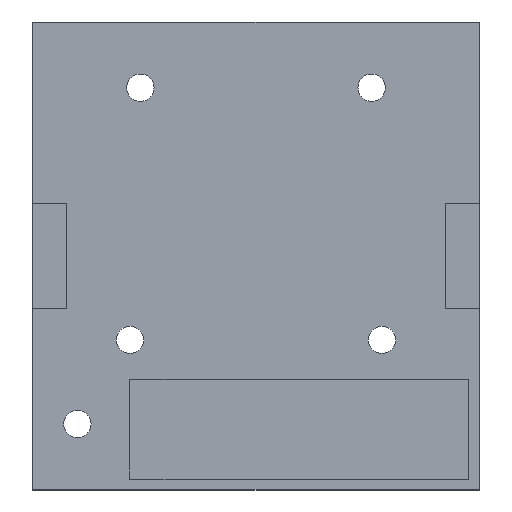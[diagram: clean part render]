
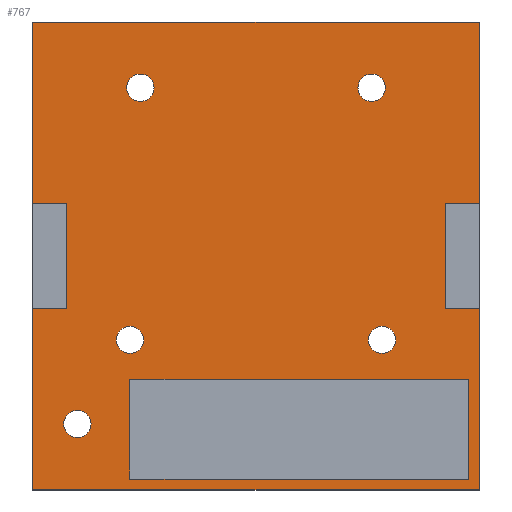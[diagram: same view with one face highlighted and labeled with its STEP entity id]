
A CAD part, top view. The second image highlights one B-rep face of the part: STEP entity #767.
In plain terms, the highlighted planar face has unit normal (0, 0, 1).
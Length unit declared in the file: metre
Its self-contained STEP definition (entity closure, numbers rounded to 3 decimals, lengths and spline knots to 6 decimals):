
#37=LINE('',#1134,#117);
#40=LINE('',#1139,#120);
#51=LINE('',#1162,#131);
#58=LINE('',#1177,#138);
#62=LINE('',#1185,#142);
#64=LINE('',#1189,#144);
#66=LINE('',#1192,#146);
#69=LINE('',#1198,#149);
#71=LINE('',#1202,#151);
#76=LINE('',#1212,#156);
#78=LINE('',#1216,#158);
#81=LINE('',#1239,#161);
#82=LINE('',#1241,#162);
#83=LINE('',#1243,#163);
#84=LINE('',#1244,#164);
#85=LINE('',#1245,#165);
#117=VECTOR('',#912,1.);
#120=VECTOR('',#915,1.);
#131=VECTOR('',#930,1.);
#138=VECTOR('',#943,1.);
#142=VECTOR('',#947,1.);
#144=VECTOR('',#951,1.);
#146=VECTOR('',#955,1.);
#149=VECTOR('',#962,1.);
#151=VECTOR('',#966,1.);
#156=VECTOR('',#975,1.);
#158=VECTOR('',#979,1.);
#161=VECTOR('',#1012,1.);
#162=VECTOR('',#1013,1.);
#163=VECTOR('',#1014,1.);
#164=VECTOR('',#1015,1.);
#165=VECTOR('',#1016,1.);
#194=PLANE('',#838);
#323=ORIENTED_EDGE('',*,*,#491,.T.);
#324=ORIENTED_EDGE('',*,*,#453,.T.);
#325=ORIENTED_EDGE('',*,*,#492,.F.);
#326=ORIENTED_EDGE('',*,*,#493,.F.);
#327=ORIENTED_EDGE('',*,*,#494,.F.);
#328=ORIENTED_EDGE('',*,*,#472,.T.);
#329=ORIENTED_EDGE('',*,*,#439,.F.);
#330=ORIENTED_EDGE('',*,*,#467,.F.);
#331=ORIENTED_EDGE('',*,*,#465,.T.);
#332=ORIENTED_EDGE('',*,*,#481,.F.);
#333=ORIENTED_EDGE('',*,*,#495,.T.);
#334=ORIENTED_EDGE('',*,*,#479,.T.);
#335=ORIENTED_EDGE('',*,*,#461,.T.);
#336=ORIENTED_EDGE('',*,*,#469,.T.);
#337=ORIENTED_EDGE('',*,*,#442,.F.);
#338=ORIENTED_EDGE('',*,*,#474,.F.);
#339=ORIENTED_EDGE('',*,*,#487,.F.);
#340=ORIENTED_EDGE('',*,*,#489,.T.);
#341=ORIENTED_EDGE('',*,*,#496,.F.);
#342=ORIENTED_EDGE('',*,*,#497,.T.);
#343=ORIENTED_EDGE('',*,*,#498,.F.);
#439=EDGE_CURVE('',#538,#539,#37,.T.);
#442=EDGE_CURVE('',#540,#541,#40,.T.);
#453=EDGE_CURVE('',#551,#552,#51,.T.);
#461=EDGE_CURVE('',#556,#555,#58,.T.);
#465=EDGE_CURVE('',#560,#559,#62,.T.);
#467=EDGE_CURVE('',#560,#538,#64,.T.);
#469=EDGE_CURVE('',#555,#541,#66,.T.);
#472=EDGE_CURVE('',#561,#539,#69,.T.);
#474=EDGE_CURVE('',#562,#540,#71,.T.);
#479=EDGE_CURVE('',#565,#556,#76,.T.);
#481=EDGE_CURVE('',#566,#559,#78,.T.);
#487=EDGE_CURVE('',#568,#568,#596,.T.);
#489=EDGE_CURVE('',#570,#570,#598,.T.);
#491=EDGE_CURVE('',#572,#551,#81,.T.);
#492=EDGE_CURVE('',#573,#552,#82,.T.);
#493=EDGE_CURVE('',#572,#573,#83,.T.);
#494=EDGE_CURVE('',#561,#562,#84,.T.);
#495=EDGE_CURVE('',#566,#565,#85,.T.);
#496=EDGE_CURVE('',#574,#574,#600,.T.);
#497=EDGE_CURVE('',#575,#575,#601,.T.);
#498=EDGE_CURVE('',#576,#576,#602,.T.);
#538=VERTEX_POINT('',#1133);
#539=VERTEX_POINT('',#1135);
#540=VERTEX_POINT('',#1138);
#541=VERTEX_POINT('',#1140);
#551=VERTEX_POINT('',#1163);
#552=VERTEX_POINT('',#1164);
#555=VERTEX_POINT('',#1176);
#556=VERTEX_POINT('',#1178);
#559=VERTEX_POINT('',#1184);
#560=VERTEX_POINT('',#1186);
#561=VERTEX_POINT('',#1197);
#562=VERTEX_POINT('',#1201);
#565=VERTEX_POINT('',#1211);
#566=VERTEX_POINT('',#1215);
#568=VERTEX_POINT('',#1230);
#570=VERTEX_POINT('',#1235);
#572=VERTEX_POINT('',#1240);
#573=VERTEX_POINT('',#1242);
#574=VERTEX_POINT('',#1247);
#575=VERTEX_POINT('',#1249);
#576=VERTEX_POINT('',#1251);
#596=CIRCLE('',#833,0.0013);
#598=CIRCLE('',#836,0.0013);
#600=CIRCLE('',#839,0.0013);
#601=CIRCLE('',#840,0.0013);
#602=CIRCLE('',#841,0.0013);
#639=EDGE_LOOP('',(#323,#324,#325,#326));
#640=EDGE_LOOP('',(#327,#328,#329,#330,#331,#332,#333,#334,#335,#336,#337,
#338));
#641=EDGE_LOOP('',(#339));
#642=EDGE_LOOP('',(#340));
#643=EDGE_LOOP('',(#341));
#644=EDGE_LOOP('',(#342));
#645=EDGE_LOOP('',(#343));
#703=FACE_BOUND('',#639,.T.);
#704=FACE_BOUND('',#640,.T.);
#705=FACE_BOUND('',#641,.T.);
#706=FACE_BOUND('',#642,.T.);
#707=FACE_BOUND('',#643,.T.);
#708=FACE_BOUND('',#644,.T.);
#709=FACE_BOUND('',#645,.T.);
#767=ADVANCED_FACE('',(#703,#704,#705,#706,#707,#708,#709),#194,.T.);
#833=AXIS2_PLACEMENT_3D('',#1229,#1000,#1001);
#836=AXIS2_PLACEMENT_3D('',#1234,#1006,#1007);
#838=AXIS2_PLACEMENT_3D('',#1238,#1010,#1011);
#839=AXIS2_PLACEMENT_3D('',#1246,#1017,#1018);
#840=AXIS2_PLACEMENT_3D('',#1248,#1019,#1020);
#841=AXIS2_PLACEMENT_3D('',#1250,#1021,#1022);
#912=DIRECTION('',(0.,-1.,0.));
#915=DIRECTION('',(0.,-1.,0.));
#930=DIRECTION('',(1.,0.,0.));
#943=DIRECTION('',(0.,-1.,0.));
#947=DIRECTION('',(0.,-1.,0.));
#951=DIRECTION('',(1.,0.,0.));
#955=DIRECTION('',(1.,0.,0.));
#962=DIRECTION('',(1.,0.,0.));
#966=DIRECTION('',(1.,0.,0.));
#975=DIRECTION('',(-1.,0.,0.));
#979=DIRECTION('',(-1.,0.,0.));
#1000=DIRECTION('',(0.,0.,1.));
#1001=DIRECTION('',(1.,0.,0.));
#1006=DIRECTION('',(0.,0.,-1.));
#1007=DIRECTION('',(1.,0.,0.));
#1010=DIRECTION('',(0.,0.,1.));
#1011=DIRECTION('',(1.,0.,0.));
#1012=DIRECTION('',(0.,1.,0.));
#1013=DIRECTION('',(0.,1.,0.));
#1014=DIRECTION('',(1.,0.,0.));
#1015=DIRECTION('',(0.,-1.,0.));
#1016=DIRECTION('',(0.,-1.,0.));
#1017=DIRECTION('',(0.,0.,1.));
#1018=DIRECTION('',(1.,0.,0.));
#1019=DIRECTION('',(0.,0.,-1.));
#1020=DIRECTION('',(1.,0.,0.));
#1021=DIRECTION('',(0.,0.,1.));
#1022=DIRECTION('',(1.,0.,0.));
#1133=CARTESIAN_POINT('',(0.02125,0.02225,0.022));
#1134=CARTESIAN_POINT('',(0.02125,0.,0.022));
#1135=CARTESIAN_POINT('',(0.02125,0.005,0.022));
#1138=CARTESIAN_POINT('',(0.02125,-0.005,0.022));
#1139=CARTESIAN_POINT('',(0.02125,0.,0.022));
#1140=CARTESIAN_POINT('',(0.02125,-0.02225,0.022));
#1162=CARTESIAN_POINT('',(0.018125,-0.01175,0.022));
#1163=CARTESIAN_POINT('',(-0.012,-0.01175,0.022));
#1164=CARTESIAN_POINT('',(0.02025,-0.01175,0.022));
#1176=CARTESIAN_POINT('',(-0.02125,-0.02225,0.022));
#1177=CARTESIAN_POINT('',(-0.02125,0.,0.022));
#1178=CARTESIAN_POINT('',(-0.02125,-0.005,0.022));
#1184=CARTESIAN_POINT('',(-0.02125,0.005,0.022));
#1185=CARTESIAN_POINT('',(-0.02125,0.,0.022));
#1186=CARTESIAN_POINT('',(-0.02125,0.02225,0.022));
#1189=CARTESIAN_POINT('',(0.,0.02225,0.022));
#1192=CARTESIAN_POINT('',(0.,-0.02225,0.022));
#1197=CARTESIAN_POINT('',(0.018,0.005,0.022));
#1198=CARTESIAN_POINT('',(0.021,0.005,0.022));
#1201=CARTESIAN_POINT('',(0.018,-0.005,0.022));
#1202=CARTESIAN_POINT('',(0.021,-0.005,0.022));
#1211=CARTESIAN_POINT('',(-0.018,-0.005,0.022));
#1212=CARTESIAN_POINT('',(-0.021,-0.005,0.022));
#1215=CARTESIAN_POINT('',(-0.018,0.005,0.022));
#1216=CARTESIAN_POINT('',(-0.021,0.005,0.022));
#1229=CARTESIAN_POINT('',(-0.011,0.016,0.022));
#1230=CARTESIAN_POINT('',(-0.0097,0.016,0.022));
#1234=CARTESIAN_POINT('',(0.011,0.016,0.022));
#1235=CARTESIAN_POINT('',(0.0123,0.016,0.022));
#1238=CARTESIAN_POINT('',(0.,0.,0.022));
#1239=CARTESIAN_POINT('',(-0.012,-0.017,0.022));
#1240=CARTESIAN_POINT('',(-0.012,-0.02125,0.022));
#1241=CARTESIAN_POINT('',(0.02025,-0.0165,0.022));
#1242=CARTESIAN_POINT('',(0.02025,-0.02125,0.022));
#1243=CARTESIAN_POINT('',(0.,-0.02125,0.022));
#1244=CARTESIAN_POINT('',(0.018,0.,0.022));
#1245=CARTESIAN_POINT('',(-0.018,0.,0.022));
#1246=CARTESIAN_POINT('',(0.012,-0.008,0.022));
#1247=CARTESIAN_POINT('',(0.0133,-0.008,0.022));
#1248=CARTESIAN_POINT('',(-0.012,-0.008,0.022));
#1249=CARTESIAN_POINT('',(-0.0107,-0.008,0.022));
#1250=CARTESIAN_POINT('',(-0.017,-0.016,0.022));
#1251=CARTESIAN_POINT('',(-0.0157,-0.016,0.022));
